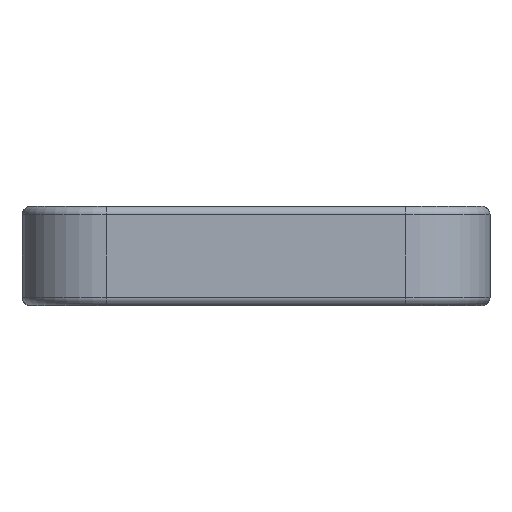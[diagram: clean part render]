
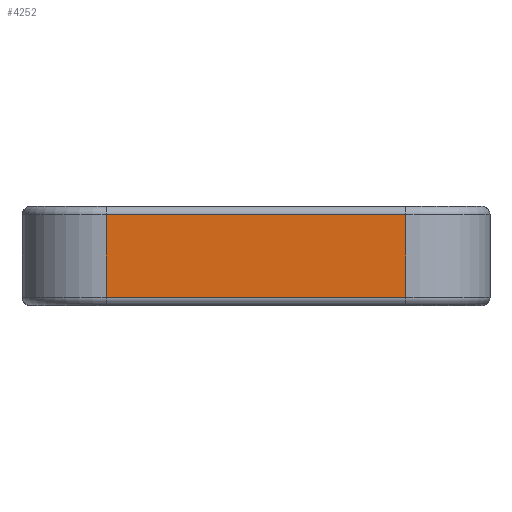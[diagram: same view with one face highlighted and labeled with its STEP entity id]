
A CAD part, left-side view. The second image highlights one B-rep face of the part: STEP entity #4252.
In plain terms, the highlighted planar face has unit normal (-1, 0, 0).
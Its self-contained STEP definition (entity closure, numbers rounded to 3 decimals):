
#120=PLANE('',#4534);
#277=FACE_OUTER_BOUND('',#508,.T.);
#508=EDGE_LOOP('',(#3024,#3025,#3026,#3027));
#837=LINE('',#6423,#1275);
#849=LINE('',#6464,#1287);
#850=LINE('',#6468,#1288);
#851=LINE('',#6469,#1289);
#1275=VECTOR('',#5053,10.);
#1287=VECTOR('',#5085,10.);
#1288=VECTOR('',#5090,10.);
#1289=VECTOR('',#5091,10.);
#1912=VERTEX_POINT('',#6413);
#1914=VERTEX_POINT('',#6419);
#1922=VERTEX_POINT('',#6463);
#1923=VERTEX_POINT('',#6467);
#2336=EDGE_CURVE('',#1912,#1914,#837,.T.);
#2352=EDGE_CURVE('',#1914,#1922,#849,.T.);
#2354=EDGE_CURVE('',#1912,#1923,#850,.T.);
#2355=EDGE_CURVE('',#1922,#1923,#851,.T.);
#3024=ORIENTED_EDGE('',*,*,#2336,.F.);
#3025=ORIENTED_EDGE('',*,*,#2354,.T.);
#3026=ORIENTED_EDGE('',*,*,#2355,.F.);
#3027=ORIENTED_EDGE('',*,*,#2352,.F.);
#4252=ADVANCED_FACE('',(#277),#120,.T.);
#4534=AXIS2_PLACEMENT_3D('',#6466,#5088,#5089);
#5053=DIRECTION('',(0.,1.,0.));
#5085=DIRECTION('',(0.,0.,1.));
#5088=DIRECTION('center_axis',(-1.,0.,0.));
#5089=DIRECTION('ref_axis',(0.,-1.,0.));
#5090=DIRECTION('',(0.,0.,1.));
#5091=DIRECTION('',(0.,-1.,0.));
#6413=CARTESIAN_POINT('',(-1.2,1.27,0.5));
#6419=CARTESIAN_POINT('',(-1.2,19.05,0.5));
#6423=CARTESIAN_POINT('',(-1.2,14.605,0.5));
#6463=CARTESIAN_POINT('',(-1.2,19.05,5.396));
#6464=CARTESIAN_POINT('',(-1.2,19.05,3.464));
#6466=CARTESIAN_POINT('Origin',(-1.2,19.05,3.464));
#6467=CARTESIAN_POINT('',(-1.2,1.27,5.396));
#6468=CARTESIAN_POINT('',(-1.2,1.27,3.464));
#6469=CARTESIAN_POINT('',(-1.2,14.605,5.396));
